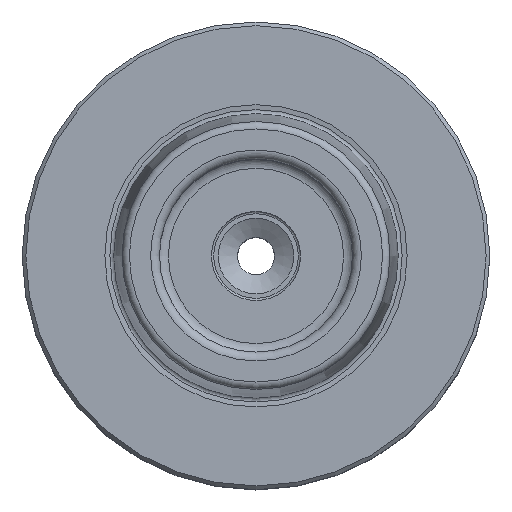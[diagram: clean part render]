
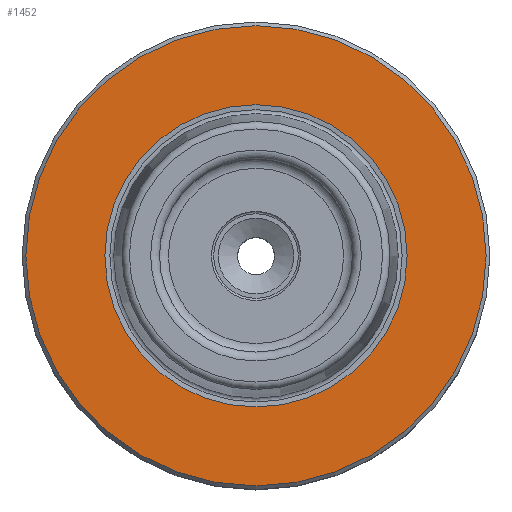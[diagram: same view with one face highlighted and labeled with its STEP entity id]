
A CAD part, top view. The second image highlights one B-rep face of the part: STEP entity #1452.
In plain terms, the highlighted planar face has unit normal (0, 0, 1).
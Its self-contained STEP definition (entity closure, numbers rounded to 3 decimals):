
#24=PLANE('',#1578);
#153=ORIENTED_EDGE('',*,*,#283,.F.);
#154=ORIENTED_EDGE('',*,*,#284,.T.);
#283=EDGE_CURVE('',#365,#365,#447,.T.);
#284=EDGE_CURVE('',#366,#366,#448,.T.);
#365=VERTEX_POINT('',#2111);
#366=VERTEX_POINT('',#2114);
#447=CIRCLE('',#1577,20.358);
#448=CIRCLE('',#1579,31.);
#563=EDGE_LOOP('',(#153));
#564=EDGE_LOOP('',(#154));
#727=FACE_BOUND('',#563,.T.);
#728=FACE_BOUND('',#564,.T.);
#1452=ADVANCED_FACE('',(#727,#728),#24,.F.);
#1577=AXIS2_PLACEMENT_3D('',#2110,#1817,#1818);
#1578=AXIS2_PLACEMENT_3D('',#2112,#1819,#1820);
#1579=AXIS2_PLACEMENT_3D('',#2113,#1821,#1822);
#1817=DIRECTION('',(0.,0.,1.));
#1818=DIRECTION('',(1.,0.,0.));
#1819=DIRECTION('',(0.,0.,-1.));
#1820=DIRECTION('',(-1.,0.,0.));
#1821=DIRECTION('',(0.,0.,1.));
#1822=DIRECTION('',(1.,0.,0.));
#2110=CARTESIAN_POINT('',(0.,0.,0.));
#2111=CARTESIAN_POINT('',(20.358,0.,0.));
#2112=CARTESIAN_POINT('',(20.358,0.,0.));
#2113=CARTESIAN_POINT('',(0.,0.,0.));
#2114=CARTESIAN_POINT('',(31.,0.,0.));
